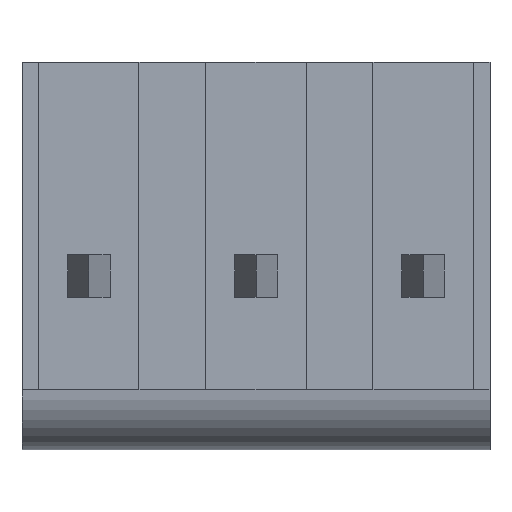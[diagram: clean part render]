
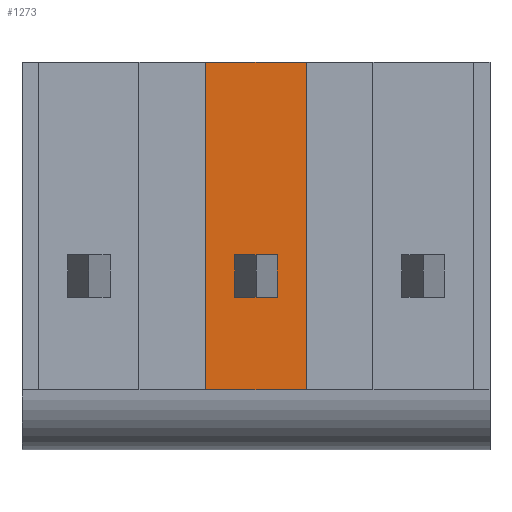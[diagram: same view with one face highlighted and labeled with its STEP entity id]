
A CAD part, front view. The second image highlights one B-rep face of the part: STEP entity #1273.
In plain terms, the highlighted planar face has unit normal (0, -1, 0).
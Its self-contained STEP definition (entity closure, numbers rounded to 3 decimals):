
#58=DIRECTION('',(-1.,0.,0.));
#59=VECTOR('',#58,1.5);
#60=CARTESIAN_POINT('',(0.75,-0.65,2.95));
#61=LINE('',#60,#59);
#118=DIRECTION('',(-1.,0.,0.));
#119=VECTOR('',#118,1.5);
#120=CARTESIAN_POINT('',(0.75,-0.65,-1.95));
#121=LINE('',#120,#119);
#158=DIRECTION('',(0.,0.,-1.));
#159=VECTOR('',#158,4.9);
#160=CARTESIAN_POINT('',(-0.75,-0.65,2.95));
#161=LINE('',#160,#159);
#162=DIRECTION('',(0.,0.,-1.));
#163=VECTOR('',#162,4.9);
#164=CARTESIAN_POINT('',(0.75,-0.65,2.95));
#165=LINE('',#164,#163);
#166=DIRECTION('',(-1.,0.,0.));
#167=VECTOR('',#166,0.635);
#168=CARTESIAN_POINT('',(0.318,-0.65,0.068));
#169=LINE('',#168,#167);
#170=DIRECTION('',(0.,0.,-1.));
#171=VECTOR('',#170,0.635);
#172=CARTESIAN_POINT('',(-0.318,-0.65,0.068));
#173=LINE('',#172,#171);
#174=DIRECTION('',(-1.,0.,0.));
#175=VECTOR('',#174,0.635);
#176=CARTESIAN_POINT('',(0.318,-0.65,-0.568));
#177=LINE('',#176,#175);
#178=DIRECTION('',(0.,0.,-1.));
#179=VECTOR('',#178,0.635);
#180=CARTESIAN_POINT('',(0.318,-0.65,0.068));
#181=LINE('',#180,#179);
#940=CARTESIAN_POINT('',(0.75,-0.65,2.95));
#942=VERTEX_POINT('',#940);
#943=CARTESIAN_POINT('',(-0.75,-0.65,2.95));
#944=VERTEX_POINT('',#943);
#951=CARTESIAN_POINT('',(0.75,-0.65,-1.95));
#952=VERTEX_POINT('',#951);
#953=CARTESIAN_POINT('',(-0.75,-0.65,-1.95));
#954=VERTEX_POINT('',#953);
#1003=CARTESIAN_POINT('',(0.318,-0.65,0.068));
#1004=CARTESIAN_POINT('',(-0.318,-0.65,0.068));
#1005=VERTEX_POINT('',#1003);
#1006=VERTEX_POINT('',#1004);
#1007=CARTESIAN_POINT('',(0.318,-0.65,-0.568));
#1008=CARTESIAN_POINT('',(-0.318,-0.65,-0.568));
#1009=VERTEX_POINT('',#1007);
#1010=VERTEX_POINT('',#1008);
#1251=CARTESIAN_POINT('',(0.75,-0.65,2.95));
#1252=DIRECTION('',(0.,1.,0.));
#1253=DIRECTION('',(-1.,0.,0.));
#1254=AXIS2_PLACEMENT_3D('',#1251,#1252,#1253);
#1255=PLANE('',#1254);
#1256=ORIENTED_EDGE('',*,*,#1109,.F.);
#1258=ORIENTED_EDGE('',*,*,#1257,.T.);
#1259=ORIENTED_EDGE('',*,*,#1214,.T.);
#1260=ORIENTED_EDGE('',*,*,#1244,.F.);
#1261=EDGE_LOOP('',(#1256,#1258,#1259,#1260));
#1262=FACE_OUTER_BOUND('',#1261,.F.);
#1264=ORIENTED_EDGE('',*,*,#1263,.T.);
#1266=ORIENTED_EDGE('',*,*,#1265,.T.);
#1268=ORIENTED_EDGE('',*,*,#1267,.F.);
#1270=ORIENTED_EDGE('',*,*,#1269,.F.);
#1271=EDGE_LOOP('',(#1264,#1266,#1268,#1270));
#1272=FACE_BOUND('',#1271,.F.);
#1273=ADVANCED_FACE('',(#1262,#1272),#1255,.F.);
#1109=EDGE_CURVE('',#942,#944,#61,.T.);
#1214=EDGE_CURVE('',#952,#954,#121,.T.);
#1244=EDGE_CURVE('',#944,#954,#161,.T.);
#1257=EDGE_CURVE('',#942,#952,#165,.T.);
#1263=EDGE_CURVE('',#1005,#1006,#169,.T.);
#1265=EDGE_CURVE('',#1006,#1010,#173,.T.);
#1267=EDGE_CURVE('',#1009,#1010,#177,.T.);
#1269=EDGE_CURVE('',#1005,#1009,#181,.T.);
